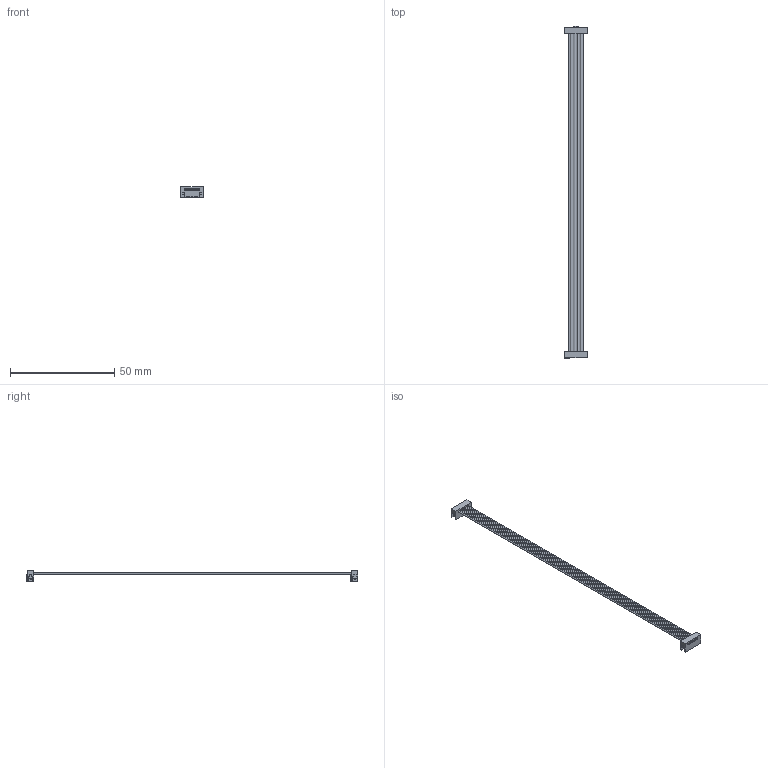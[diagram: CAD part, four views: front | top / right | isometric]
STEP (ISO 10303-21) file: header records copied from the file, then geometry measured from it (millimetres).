
FILE_DESCRIPTION(/* description */ (''),/* implementation_level */ '2;1');
FILE_NAME(/* name */ 'Cable IDC 10 Posotion Rectangular Socket to Socket 0.05in Pitch',/* time_stamp */ '2023-11-07T13:52:39-08:00',/* author */ ('Current Lighting'),/* organization */ ('Current Lighting'),/* preprocessor_version */ 'ST-DEVELOPER v16.7',/* originating_system */ 'DEX',/* authorisation */ $);
FILE_SCHEMA (('AUTOMOTIVE_DESIGN {1 0 10303 214 3 1 1}'));
Length unit declared in the file: millimetre
Products named in the file (12): Cable IDC 10 Posotion Rectangular Socket to Socket 0.05in Pitch; Amphenol - 20021444-00010T1LF CONN RCPT 10 POS IDC; Cable IDC 10 Posotion Rectangular Socket to Socket 0.05in Pitch_1,100
_1,112_Wire 2_oa_0; Cable IDC 10 Posotion Rectangular Socket to Socket 0.05in Pitch_1,100
_1,112_Wire 2_oa_1; Cable IDC 10 Posotion Rectangular Socket to Socket 0.05in Pitch_1,100
_1,112_Wire 2_oa_2; Cable IDC 10 Posotion Rectangular Socket to Socket 0.05in Pitch_1,100
_1,112_Wire 2_oa_3; Cable IDC 10 Posotion Rectangular Socket to Socket 0.05in Pitch_1,100
_1,112_Wire 2_oa_4; Cable IDC 10 Posotion Rectangular Socket to Socket 0.05in Pitch_1,100
_1,112_Wire 2_oa_5; Cable IDC 10 Posotion Rectangular Socket to Socket 0.05in Pitch_1,100
_1,112_Wire 2_oa_6; Cable IDC 10 Posotion Rectangular Socket to Socket 0.05in Pitch_1,100
_1,112_Wire 2_oa_7; Cable IDC 10 Posotion Rectangular Socket to Socket 0.05in Pitch_1,100
_1,112_Wire 2_oa_8; Cable IDC 10 Posotion Rectangular Socket to Socket 0.05in Pitch_1,100
_1,112_Wire 2_oa_9
Assembly tree (12 placements, depth 2):
  Cable IDC 10 Posotion Rectangular Socket to Socket 0.05in Pitch
    Amphenol - 20021444-00010T1LF CONN RCPT 10 POS IDC  x2
    Cable IDC 10 Posotion Rectangular Socket to Socket 0.05in Pitch_1,100
_1,112_Wire 2_oa_0
    Cable IDC 10 Posotion Rectangular Socket to Socket 0.05in Pitch_1,100
_1,112_Wire 2_oa_1
    Cable IDC 10 Posotion Rectangular Socket to Socket 0.05in Pitch_1,100
_1,112_Wire 2_oa_2
    Cable IDC 10 Posotion Rectangular Socket to Socket 0.05in Pitch_1,100
_1,112_Wire 2_oa_3
    Cable IDC 10 Posotion Rectangular Socket to Socket 0.05in Pitch_1,100
_1,112_Wire 2_oa_4
    Cable IDC 10 Posotion Rectangular Socket to Socket 0.05in Pitch_1,100
_1,112_Wire 2_oa_5
    Cable IDC 10 Posotion Rectangular Socket to Socket 0.05in Pitch_1,100
_1,112_Wire 2_oa_6
    Cable IDC 10 Posotion Rectangular Socket to Socket 0.05in Pitch_1,100
_1,112_Wire 2_oa_7
    Cable IDC 10 Posotion Rectangular Socket to Socket 0.05in Pitch_1,100
_1,112_Wire 2_oa_8
    Cable IDC 10 Posotion Rectangular Socket to Socket 0.05in Pitch_1,100
_1,112_Wire 2_oa_9
Bounding box: 10.58 x 159.15 x 5.06 mm (x, y, z)
Volume: 883.6 mm3; surface area: 4137.7 mm2
Topology: 12 solids, 12 shells, 588 faces, 1682 edges, 1112 vertices
Faces by surface type: plane 534, cylinder 54
Full cylindrical faces by diameter (mm): 0.68 x20, 0.7 x10
Entity records: 9923 total; most frequent: CARTESIAN_POINT 1664, DIRECTION 1614, ORIENTED_EDGE 1604, EDGE_CURVE 802, LINE 634, VECTOR 634, VERTEX_POINT 540, AXIS2_PLACEMENT_3D 490
